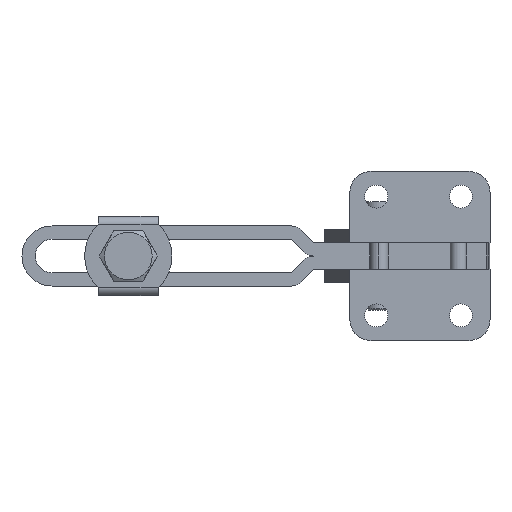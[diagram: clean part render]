
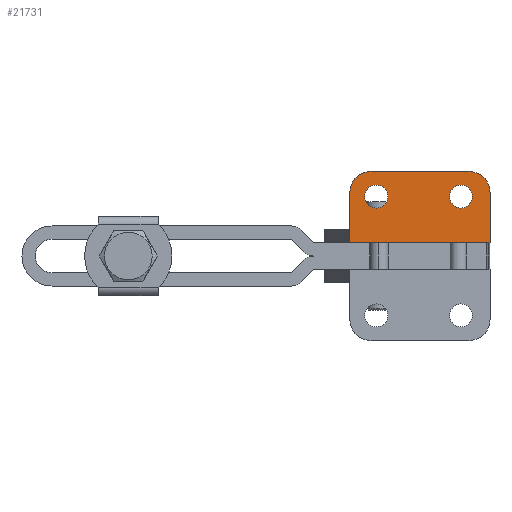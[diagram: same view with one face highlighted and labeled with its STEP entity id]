
A CAD part, front view. The second image highlights one B-rep face of the part: STEP entity #21731.
In plain terms, the highlighted planar face has unit normal (0, -1, 0).
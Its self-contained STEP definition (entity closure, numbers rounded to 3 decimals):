
#390 = AXIS2_PLACEMENT_3D ( 'NONE', #23382, #10894, #25505 ) ;
#839 = CARTESIAN_POINT ( 'NONE',  ( 0., 0., 5. ) ) ;
#1134 = DIRECTION ( 'NONE',  ( -1., 0., 0. ) ) ;
#1533 = EDGE_CURVE ( 'NONE', #12753, #11391, #23800, .T. ) ;
#1659 = DIRECTION ( 'NONE',  ( 0., 1., 0. ) ) ;
#2106 = ORIENTED_EDGE ( 'NONE', *, *, #17138, .T. ) ;
#3004 = PLANE ( 'NONE',  #25052 ) ;
#3161 = AXIS2_PLACEMENT_3D ( 'NONE', #25699, #1659, #12769 ) ;
#3665 = CARTESIAN_POINT ( 'NONE',  ( -11., 0., 18.15 ) ) ;
#4131 = VECTOR ( 'NONE', #1134, 1000. ) ;
#4224 = CARTESIAN_POINT ( 'NONE',  ( -45., 0., 24. ) ) ;
#4417 = VECTOR ( 'NONE', #19920, 1000. ) ;
#4530 = EDGE_CURVE ( 'NONE', #18803, #12189, #15474, .T. ) ;
#4810 = VECTOR ( 'NONE', #20583, 1000. ) ;
#5179 = VERTEX_POINT ( 'NONE', #22223 ) ;
#5417 = ORIENTED_EDGE ( 'NONE', *, *, #1533, .T. ) ;
#5449 = LINE ( 'NONE', #14853, #27024 ) ;
#5488 = DIRECTION ( 'NONE',  ( 0., 1., 0. ) ) ;
#6141 = CARTESIAN_POINT ( 'NONE',  ( -43., 0., 22.5 ) ) ;
#6231 = FACE_BOUND ( 'NONE', #20448, .T. ) ;
#6281 = DIRECTION ( 'NONE',  ( 0., 0., 1. ) ) ;
#6526 = DIRECTION ( 'NONE',  ( 0., 0., -1. ) ) ;
#6870 = FACE_BOUND ( 'NONE', #8481, .T. ) ;
#7695 = AXIS2_PLACEMENT_3D ( 'NONE', #17969, #5488, #20082 ) ;
#8078 = CARTESIAN_POINT ( 'NONE',  ( -53., 0., 10. ) ) ;
#8232 = DIRECTION ( 'NONE',  ( 0., 0., 1. ) ) ;
#8481 = EDGE_LOOP ( 'NONE', ( #5417, #21450 ) ) ;
#8541 = CARTESIAN_POINT ( 'NONE',  ( -53., 0., 5. ) ) ;
#8667 = EDGE_CURVE ( 'NONE', #24965, #12189, #5449, .T. ) ;
#9311 = CARTESIAN_POINT ( 'NONE',  ( -45., 0., 32. ) ) ;
#9568 = EDGE_CURVE ( 'NONE', #12862, #11651, #20090, .T. ) ;
#9739 = VERTEX_POINT ( 'NONE', #9935 ) ;
#9935 = CARTESIAN_POINT ( 'NONE',  ( -43., 0., 18.15 ) ) ;
#10894 = DIRECTION ( 'NONE',  ( 0., -1., 0. ) ) ;
#11174 = EDGE_CURVE ( 'NONE', #9739, #5179, #11826, .T. ) ;
#11372 = CARTESIAN_POINT ( 'NONE',  ( -53., 0., 10. ) ) ;
#11391 = VERTEX_POINT ( 'NONE', #3665 ) ;
#11396 = DIRECTION ( 'NONE',  ( 0., 1., 0. ) ) ;
#11651 = VERTEX_POINT ( 'NONE', #9311 ) ;
#11826 = CIRCLE ( 'NONE', #18368, 4.35 ) ;
#12189 = VERTEX_POINT ( 'NONE', #839 ) ;
#12311 = VERTEX_POINT ( 'NONE', #21938 ) ;
#12753 = VERTEX_POINT ( 'NONE', #25956 ) ;
#12769 = DIRECTION ( 'NONE',  ( 0., 0., 1. ) ) ;
#12840 = CARTESIAN_POINT ( 'NONE',  ( 0., 0., 24. ) ) ;
#12862 = VERTEX_POINT ( 'NONE', #17805 ) ;
#13484 = DIRECTION ( 'NONE',  ( 0., 0., 1. ) ) ;
#13605 = CARTESIAN_POINT ( 'NONE',  ( -45., 0., 32. ) ) ;
#14853 = CARTESIAN_POINT ( 'NONE',  ( 0., 0., 10. ) ) ;
#15016 = ORIENTED_EDGE ( 'NONE', *, *, #22419, .T. ) ;
#15474 = LINE ( 'NONE', #17991, #4417 ) ;
#17138 = EDGE_CURVE ( 'NONE', #12311, #18803, #26345, .T. ) ;
#17310 = ORIENTED_EDGE ( 'NONE', *, *, #11174, .T. ) ;
#17524 = ORIENTED_EDGE ( 'NONE', *, *, #4530, .T. ) ;
#17760 = ORIENTED_EDGE ( 'NONE', *, *, #8667, .F. ) ;
#17805 = CARTESIAN_POINT ( 'NONE',  ( -8., 0., 32. ) ) ;
#17969 = CARTESIAN_POINT ( 'NONE',  ( -11., 0., 22.5 ) ) ;
#17991 = CARTESIAN_POINT ( 'NONE',  ( -53., 0., 5. ) ) ;
#18154 = ORIENTED_EDGE ( 'NONE', *, *, #9568, .T. ) ;
#18368 = AXIS2_PLACEMENT_3D ( 'NONE', #23877, #11396, #26011 ) ;
#18793 = DIRECTION ( 'NONE',  ( 0., -1., 0. ) ) ;
#18803 = VERTEX_POINT ( 'NONE', #8541 ) ;
#19170 = EDGE_CURVE ( 'NONE', #24965, #12862, #24621, .T. ) ;
#19881 = EDGE_CURVE ( 'NONE', #11391, #12753, #26601, .T. ) ;
#19920 = DIRECTION ( 'NONE',  ( 1., 0., 0. ) ) ;
#20082 = DIRECTION ( 'NONE',  ( 0., 0., 1. ) ) ;
#20090 = LINE ( 'NONE', #13605, #4131 ) ;
#20448 = EDGE_LOOP ( 'NONE', ( #15016, #17310 ) ) ;
#20583 = DIRECTION ( 'NONE',  ( 0., 0., -1. ) ) ;
#20593 = ORIENTED_EDGE ( 'NONE', *, *, #19170, .T. ) ;
#20752 = DIRECTION ( 'NONE',  ( 0., 1., 0. ) ) ;
#21450 = ORIENTED_EDGE ( 'NONE', *, *, #19881, .T. ) ;
#21465 = EDGE_CURVE ( 'NONE', #11651, #12311, #22549, .T. ) ;
#21731 = ADVANCED_FACE ( 'NONE', ( #6870, #6231, #22201 ), #3004, .F. ) ;
#21938 = CARTESIAN_POINT ( 'NONE',  ( -53., 0., 24. ) ) ;
#22201 = FACE_OUTER_BOUND ( 'NONE', #22249, .T. ) ;
#22223 = CARTESIAN_POINT ( 'NONE',  ( -43., 0., 26.85 ) ) ;
#22249 = EDGE_LOOP ( 'NONE', ( #17524, #17760, #20593, #18154, #22504, #2106 ) ) ;
#22419 = EDGE_CURVE ( 'NONE', #5179, #9739, #24112, .T. ) ;
#22504 = ORIENTED_EDGE ( 'NONE', *, *, #21465, .T. ) ;
#22549 = CIRCLE ( 'NONE', #26994, 8. ) ;
#23382 = CARTESIAN_POINT ( 'NONE',  ( -8., 0., 24. ) ) ;
#23800 = CIRCLE ( 'NONE', #3161, 4.35 ) ;
#23877 = CARTESIAN_POINT ( 'NONE',  ( -43., 0., 22.5 ) ) ;
#24112 = CIRCLE ( 'NONE', #24886, 4.35 ) ;
#24621 = CIRCLE ( 'NONE', #390, 8. ) ;
#24886 = AXIS2_PLACEMENT_3D ( 'NONE', #6141, #20752, #8232 ) ;
#24965 = VERTEX_POINT ( 'NONE', #12840 ) ;
#25052 = AXIS2_PLACEMENT_3D ( 'NONE', #11372, #25985, #13484 ) ;
#25505 = DIRECTION ( 'NONE',  ( 0., 0., 1. ) ) ;
#25699 = CARTESIAN_POINT ( 'NONE',  ( -11., 0., 22.5 ) ) ;
#25956 = CARTESIAN_POINT ( 'NONE',  ( -11., 0., 26.85 ) ) ;
#25985 = DIRECTION ( 'NONE',  ( 0., 1., 0. ) ) ;
#26011 = DIRECTION ( 'NONE',  ( 0., 0., 1. ) ) ;
#26345 = LINE ( 'NONE', #8078, #4810 ) ;
#26601 = CIRCLE ( 'NONE', #7695, 4.35 ) ;
#26994 = AXIS2_PLACEMENT_3D ( 'NONE', #4224, #18793, #6281 ) ;
#27024 = VECTOR ( 'NONE', #6526, 1000. ) ;
